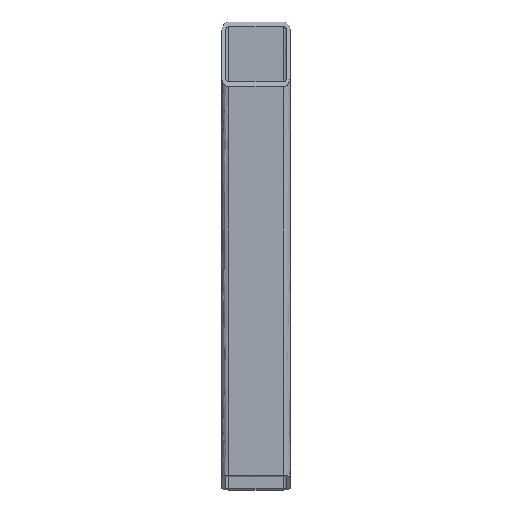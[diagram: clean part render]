
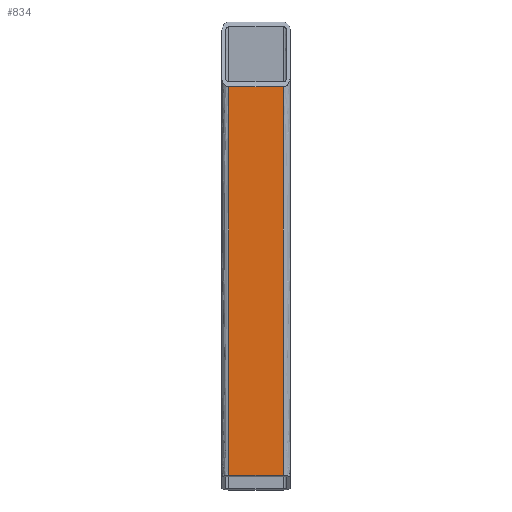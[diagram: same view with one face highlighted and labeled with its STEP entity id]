
A CAD part, left-side view. The second image highlights one B-rep face of the part: STEP entity #834.
In plain terms, the highlighted free-form (B-spline) face has degree [1, 1] with [2, 2] control points.
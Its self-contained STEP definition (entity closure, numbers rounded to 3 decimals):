
#32 = B_SPLINE_CURVE_WITH_KNOTS ( 'NONE', 1,
 ( #903, #716 ),
 .UNSPECIFIED., .F., .F.,
 ( 2, 2 ),
 ( 0., 1. ),
 .UNSPECIFIED. ) ;
#42 = CARTESIAN_POINT ( 'NONE',  ( -16.218, -51.686, 25.389 ) ) ;
#50 = CARTESIAN_POINT ( 'NONE',  ( -16.218, 44.314, 705.983 ) ) ;
#55 = CARTESIAN_POINT ( 'NONE',  ( -16.218, 44.314, 705.983 ) ) ;
#63 = CARTESIAN_POINT ( 'NONE',  ( -16.218, 44.314, 25.389 ) ) ;
#69 = ORIENTED_EDGE ( 'NONE', *, *, #602, .T. ) ;
#117 = CARTESIAN_POINT ( 'NONE',  ( -16.218, 44.314, 705.983 ) ) ;
#120 = EDGE_LOOP ( 'NONE', ( #69, #215, #866, #244 ) ) ;
#158 = CARTESIAN_POINT ( 'NONE',  ( -16.218, -51.686, 705.983 ) ) ;
#215 = ORIENTED_EDGE ( 'NONE', *, *, #616, .T. ) ;
#244 = ORIENTED_EDGE ( 'NONE', *, *, #567, .F. ) ;
#253 = CARTESIAN_POINT ( 'NONE',  ( -16.218, -51.686, 25.389 ) ) ;
#326 = CARTESIAN_POINT ( 'NONE',  ( -16.218, -51.686, 25.389 ) ) ;
#515 = B_SPLINE_CURVE_WITH_KNOTS ( 'NONE', 1,
 ( #55, #566 ),
 .UNSPECIFIED., .F., .F.,
 ( 2, 2 ),
 ( 0., 1. ),
 .UNSPECIFIED. ) ;
#566 = CARTESIAN_POINT ( 'NONE',  ( -16.218, -51.686, 705.983 ) ) ;
#567 = EDGE_CURVE ( 'NONE', #1160, #1080, #515, .T. ) ;
#585 = CARTESIAN_POINT ( 'NONE',  ( -16.218, -51.686, 705.983 ) ) ;
#602 = EDGE_CURVE ( 'NONE', #1160, #1063, #32, .T. ) ;
#616 = EDGE_CURVE ( 'NONE', #1063, #644, #1133, .T. ) ;
#644 = VERTEX_POINT ( 'NONE', #1121 ) ;
#660 = EDGE_CURVE ( 'NONE', #1080, #644, #957, .T. ) ;
#700 = CARTESIAN_POINT ( 'NONE',  ( -16.218, 44.314, 25.389 ) ) ;
#716 = CARTESIAN_POINT ( 'NONE',  ( -16.218, 44.314, 25.389 ) ) ;
#804 = CARTESIAN_POINT ( 'NONE',  ( -16.218, 44.314, 25.389 ) ) ;
#834 = ADVANCED_FACE ( 'NONE', ( #1188 ), #1041, .F. ) ;
#866 = ORIENTED_EDGE ( 'NONE', *, *, #660, .F. ) ;
#903 = CARTESIAN_POINT ( 'NONE',  ( -16.218, 44.314, 705.983 ) ) ;
#957 = B_SPLINE_CURVE_WITH_KNOTS ( 'NONE', 1,
 ( #585, #326 ),
 .UNSPECIFIED., .F., .F.,
 ( 2, 2 ),
 ( -1., 0. ),
 .UNSPECIFIED. ) ;
#990 = CARTESIAN_POINT ( 'NONE',  ( -16.218, -51.686, 705.983 ) ) ;
#1041 = B_SPLINE_SURFACE_WITH_KNOTS ( 'NONE', 1, 1, ( 
 ( #42, #990 ),
 ( #700, #50 ) ),
 .UNSPECIFIED., .F., .F., .F.,
 ( 2, 2 ),
 ( 2, 2 ),
 ( 0., 1. ),
 ( 0., 1. ),
 .UNSPECIFIED. ) ;
#1063 = VERTEX_POINT ( 'NONE', #63 ) ;
#1080 = VERTEX_POINT ( 'NONE', #158 ) ;
#1121 = CARTESIAN_POINT ( 'NONE',  ( -16.218, -51.686, 25.389 ) ) ;
#1133 = B_SPLINE_CURVE_WITH_KNOTS ( 'NONE', 1,
 ( #804, #253 ),
 .UNSPECIFIED., .F., .F.,
 ( 2, 2 ),
 ( 0., 1. ),
 .UNSPECIFIED. ) ;
#1160 = VERTEX_POINT ( 'NONE', #117 ) ;
#1188 = FACE_OUTER_BOUND ( 'NONE', #120, .T. ) ;
